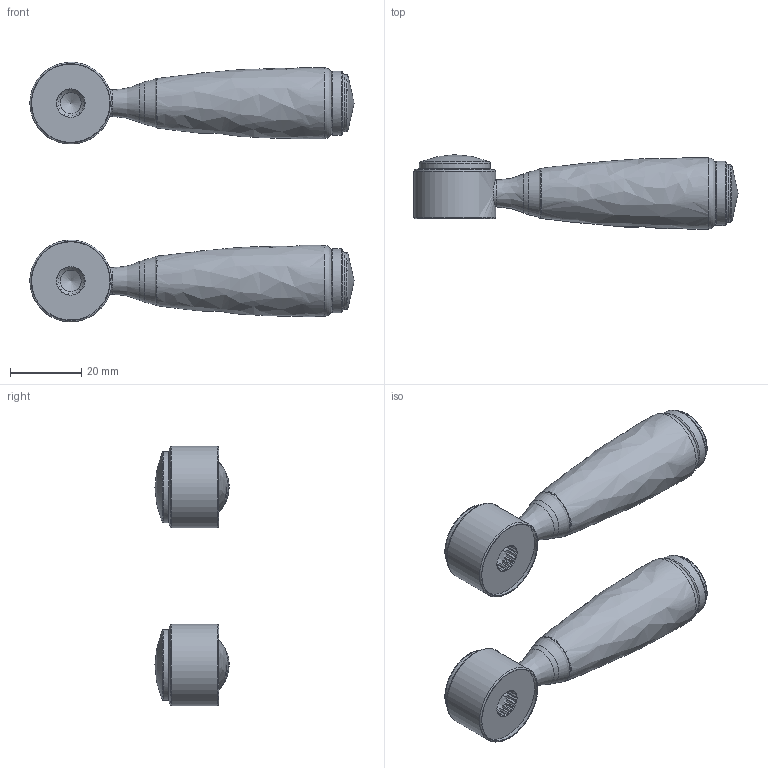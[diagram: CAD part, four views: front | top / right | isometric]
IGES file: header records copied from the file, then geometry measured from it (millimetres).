
Global section: file name: V251-C-single-visual; native system: Autodesk Inventor 2018; preprocessor: unknown; author: gwilkes; date: 20190709.091800; units: millimetre
Bounding box: 91.18 x 20.86 x 72.98 mm (x, y, z)
Volume: 38882.9 mm3; surface area: 23952.7 mm2
Topology: 14 solids, 14 shells, 320 faces, 902 edges, 626 vertices
Faces by surface type: bspline 320
